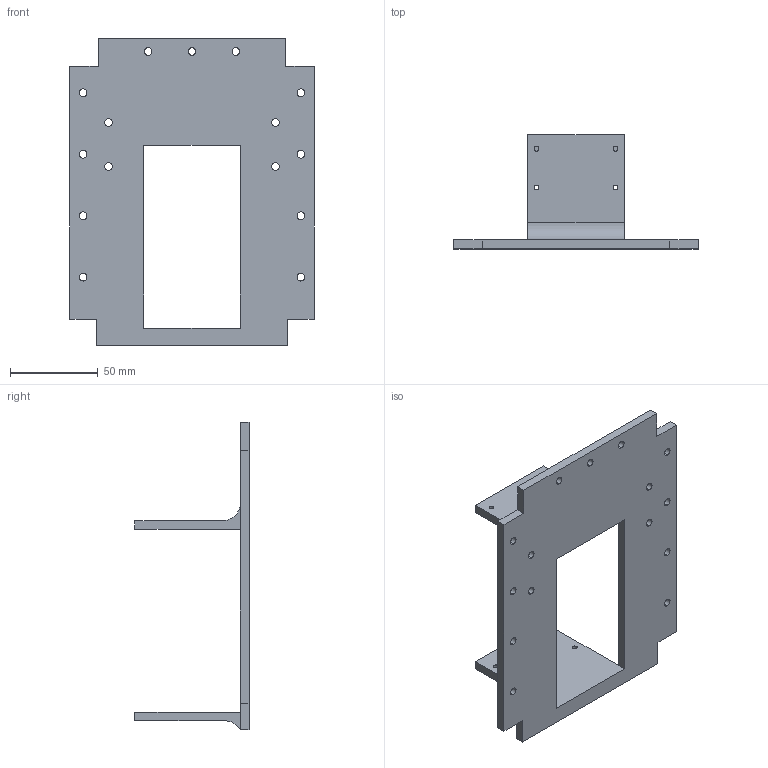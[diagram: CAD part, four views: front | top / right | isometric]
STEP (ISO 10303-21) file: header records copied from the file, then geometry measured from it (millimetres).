
FILE_DESCRIPTION (( 'STEP AP214' ), '1' );
FILE_NAME ('baseplateseperateBatteryRack.STEP', '2025-06-17T04:10:12', ( '' ), ( '' ), 'SwSTEP 2.0', 'SolidWorks 2024', '' );
FILE_SCHEMA (( 'AUTOMOTIVE_DESIGN' ));
Length unit declared in the file: millimetre
Products named in the file (1): baseplateseperateBatteryRack
Bounding box: 139 x 65 x 175 mm (x, y, z)
Volume: 121709.9 mm3; surface area: 54903.8 mm2
Topology: 1 solids, 1 shells, 74 faces, 213 edges, 140 vertices
Faces by surface type: cylinder 48, plane 26
Entity records: 2584 total; most frequent: DIRECTION 459, CARTESIAN_POINT 428, ORIENTED_EDGE 426, EDGE_CURVE 213, AXIS2_PLACEMENT_3D 171, VERTEX_POINT 140, EDGE_LOOP 121, VECTOR 117
